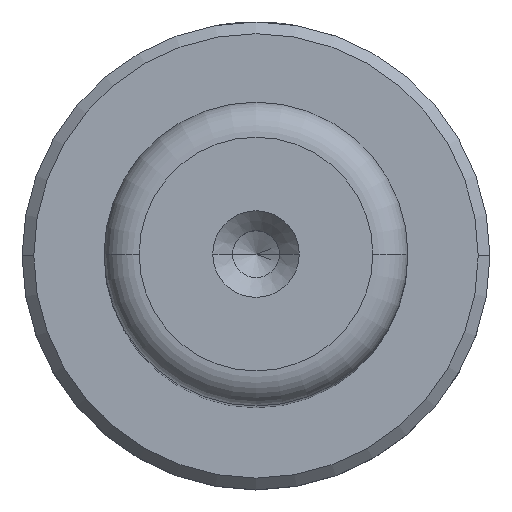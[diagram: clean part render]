
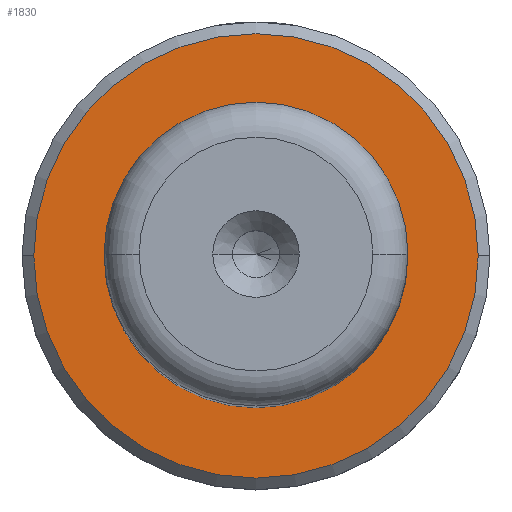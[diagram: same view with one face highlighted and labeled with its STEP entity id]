
A CAD part, top view. The second image highlights one B-rep face of the part: STEP entity #1830.
In plain terms, the highlighted planar face has unit normal (0, 0, 1).
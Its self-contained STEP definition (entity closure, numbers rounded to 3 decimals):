
#110 = CARTESIAN_POINT ( 'NONE',  ( -5.995, 0., 15. ) ) ;
#120 = ORIENTED_EDGE ( 'NONE', *, *, #1101, .T. ) ;
#170 = AXIS2_PLACEMENT_3D ( 'NONE', #174, #1287, #329 ) ;
#174 = CARTESIAN_POINT ( 'NONE',  ( 0., 0., 15. ) ) ;
#205 = VERTEX_POINT ( 'NONE', #1595 ) ;
#230 = CIRCLE ( 'NONE', #1490, 9.5 ) ;
#232 = CIRCLE ( 'NONE', #723, 5.995 ) ;
#253 = VERTEX_POINT ( 'NONE', #1548 ) ;
#329 = DIRECTION ( 'NONE',  ( 1., 0., 0. ) ) ;
#368 = EDGE_CURVE ( 'NONE', #1250, #379, #2072, .T. ) ;
#379 = VERTEX_POINT ( 'NONE', #110 ) ;
#386 = AXIS2_PLACEMENT_3D ( 'NONE', #1707, #748, #1874 ) ;
#420 = CARTESIAN_POINT ( 'NONE',  ( 5.995, 0., 15. ) ) ;
#488 = CARTESIAN_POINT ( 'NONE',  ( 0., 0., 15. ) ) ;
#593 = AXIS2_PLACEMENT_3D ( 'NONE', #488, #628, #1747 ) ;
#628 = DIRECTION ( 'NONE',  ( 0., 0., 1. ) ) ;
#640 = CARTESIAN_POINT ( 'NONE',  ( 0., 0., 15. ) ) ;
#674 = ORIENTED_EDGE ( 'NONE', *, *, #1800, .T. ) ;
#723 = AXIS2_PLACEMENT_3D ( 'NONE', #640, #1758, #805 ) ;
#748 = DIRECTION ( 'NONE',  ( 0., 0., -1. ) ) ;
#774 = DIRECTION ( 'NONE',  ( 0., 0., 1. ) ) ;
#800 = ORIENTED_EDGE ( 'NONE', *, *, #368, .T. ) ;
#805 = DIRECTION ( 'NONE',  ( -1., 0., 0. ) ) ;
#822 = FACE_BOUND ( 'NONE', #1249, .T. ) ;
#1101 = EDGE_CURVE ( 'NONE', #379, #1250, #232, .T. ) ;
#1249 = EDGE_LOOP ( 'NONE', ( #800, #120 ) ) ;
#1250 = VERTEX_POINT ( 'NONE', #420 ) ;
#1287 = DIRECTION ( 'NONE',  ( 0., 0., 1. ) ) ;
#1299 = CIRCLE ( 'NONE', #170, 9.5 ) ;
#1377 = EDGE_LOOP ( 'NONE', ( #1531, #674 ) ) ;
#1490 = AXIS2_PLACEMENT_3D ( 'NONE', #1728, #774, #1902 ) ;
#1531 = ORIENTED_EDGE ( 'NONE', *, *, #1687, .T. ) ;
#1548 = CARTESIAN_POINT ( 'NONE',  ( 9.5, 0., 15. ) ) ;
#1595 = CARTESIAN_POINT ( 'NONE',  ( -9.5, 0., 15. ) ) ;
#1687 = EDGE_CURVE ( 'NONE', #205, #253, #230, .T. ) ;
#1707 = CARTESIAN_POINT ( 'NONE',  ( 0., 0., 15. ) ) ;
#1717 = FACE_OUTER_BOUND ( 'NONE', #1377, .T. ) ;
#1728 = CARTESIAN_POINT ( 'NONE',  ( 0., 0., 15. ) ) ;
#1747 = DIRECTION ( 'NONE',  ( 1., 0., 0. ) ) ;
#1758 = DIRECTION ( 'NONE',  ( 0., 0., -1. ) ) ;
#1800 = EDGE_CURVE ( 'NONE', #253, #205, #1299, .T. ) ;
#1830 = ADVANCED_FACE ( 'NONE', ( #1717, #822 ), #1942, .T. ) ;
#1874 = DIRECTION ( 'NONE',  ( -1., 0., 0. ) ) ;
#1902 = DIRECTION ( 'NONE',  ( 1., 0., 0. ) ) ;
#1942 = PLANE ( 'NONE',  #593 ) ;
#2072 = CIRCLE ( 'NONE', #386, 5.995 ) ;
